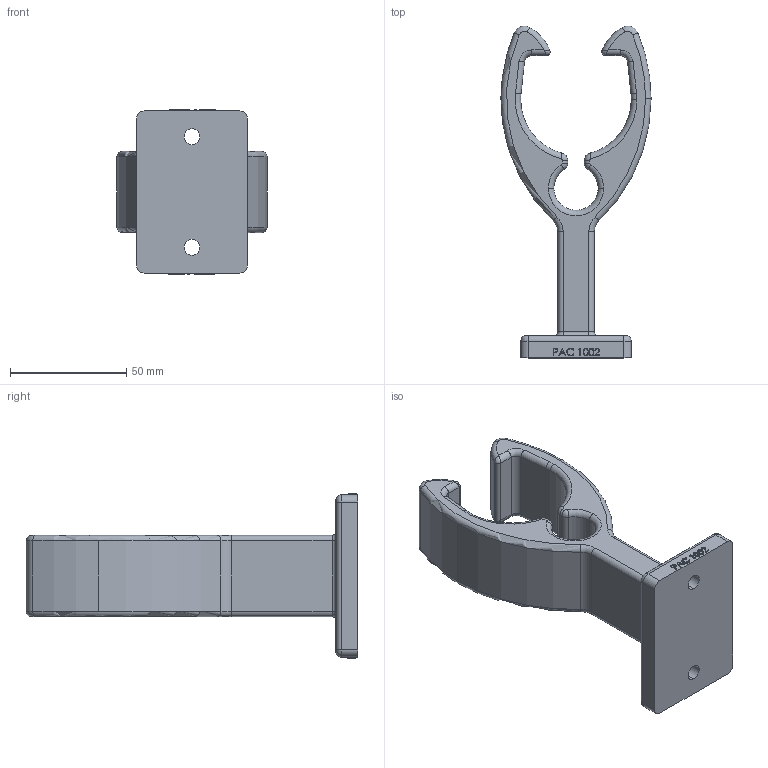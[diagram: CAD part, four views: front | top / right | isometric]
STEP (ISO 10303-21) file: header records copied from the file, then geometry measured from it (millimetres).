
FILE_DESCRIPTION (( 'STEP AP203' ), '1' );
FILE_NAME ('1002P.STEP', '2014-06-26T20:47:46', ( 'jgonzalez' ), ( '' ), 'SwSTEP 2.0', 'SolidWorks 2014', '' );
FILE_SCHEMA (( 'CONFIG_CONTROL_DESIGN' ));
Length unit declared in the file: inch
Products named in the file (1): 1002P
Bounding box: 64.67 x 142.87 x 70.64 mm (x, y, z)
Volume: 130412.3 mm3; surface area: 30812.2 mm2
Topology: 1 solids, 1 shells, 292 faces, 729 edges, 458 vertices
Faces by surface type: plane 104, bspline 82, cylinder 56, torus 50
Entity records: 14282 total; most frequent: CARTESIAN_POINT 7678, ORIENTED_EDGE 1450, DIRECTION 1173, EDGE_CURVE 725, VERTEX_POINT 458, AXIS2_PLACEMENT_3D 401, VECTOR 371, LINE 371
